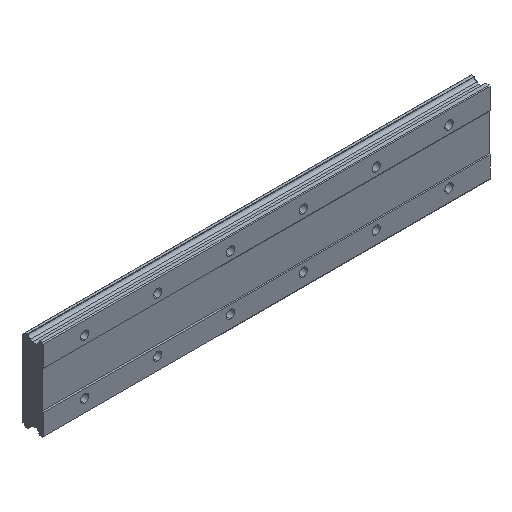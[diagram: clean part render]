
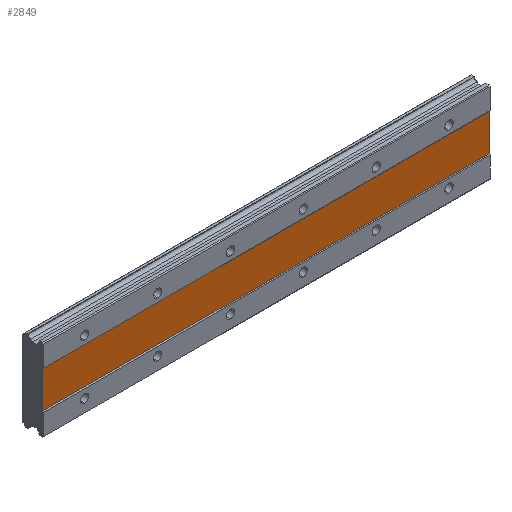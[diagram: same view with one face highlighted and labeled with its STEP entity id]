
A CAD part, isometric view. The second image highlights one B-rep face of the part: STEP entity #2849.
In plain terms, the highlighted planar face has unit normal (0, -1, 0).
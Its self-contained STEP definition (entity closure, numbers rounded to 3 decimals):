
#30 = CARTESIAN_POINT ( 'NONE',  ( 445., 1., -20. ) ) ;
#70 = FACE_OUTER_BOUND ( 'NONE', #268, .T. ) ;
#105 = CARTESIAN_POINT ( 'NONE',  ( -45., 1., -20. ) ) ;
#191 = LINE ( 'NONE', #1294, #1788 ) ;
#268 = EDGE_LOOP ( 'NONE', ( #2974, #914, #701, #2540 ) ) ;
#473 = VECTOR ( 'NONE', #879, 1000. ) ;
#476 = EDGE_CURVE ( 'NONE', #1429, #1114, #687, .T. ) ;
#687 = LINE ( 'NONE', #30, #1789 ) ;
#701 = ORIENTED_EDGE ( 'NONE', *, *, #1288, .F. ) ;
#857 = VERTEX_POINT ( 'NONE', #2101 ) ;
#879 = DIRECTION ( 'NONE',  ( 0., 0., 1. ) ) ;
#914 = ORIENTED_EDGE ( 'NONE', *, *, #2179, .F. ) ;
#918 = CARTESIAN_POINT ( 'NONE',  ( 445., 1., 20. ) ) ;
#1114 = VERTEX_POINT ( 'NONE', #105 ) ;
#1121 = EDGE_CURVE ( 'NONE', #1114, #857, #1257, .T. ) ;
#1257 = LINE ( 'NONE', #2894, #473 ) ;
#1288 = EDGE_CURVE ( 'NONE', #857, #1653, #2097, .T. ) ;
#1294 = CARTESIAN_POINT ( 'NONE',  ( 445., 1., 20. ) ) ;
#1429 = VERTEX_POINT ( 'NONE', #2006 ) ;
#1598 = DIRECTION ( 'NONE',  ( -1., 0., 0. ) ) ;
#1652 = VECTOR ( 'NONE', #2994, 1000. ) ;
#1653 = VERTEX_POINT ( 'NONE', #918 ) ;
#1670 = DIRECTION ( 'NONE',  ( 0., 1., 0. ) ) ;
#1788 = VECTOR ( 'NONE', #1816, 1000. ) ;
#1789 = VECTOR ( 'NONE', #1598, 1000. ) ;
#1816 = DIRECTION ( 'NONE',  ( 0., 0., -1. ) ) ;
#1897 = DIRECTION ( 'NONE',  ( 0., 0., 1. ) ) ;
#1925 = CARTESIAN_POINT ( 'NONE',  ( 445., 1., 20. ) ) ;
#2006 = CARTESIAN_POINT ( 'NONE',  ( 445., 1., -20. ) ) ;
#2097 = LINE ( 'NONE', #2285, #1652 ) ;
#2101 = CARTESIAN_POINT ( 'NONE',  ( -45., 1., 20. ) ) ;
#2179 = EDGE_CURVE ( 'NONE', #1653, #1429, #191, .T. ) ;
#2285 = CARTESIAN_POINT ( 'NONE',  ( 445., 1., 20. ) ) ;
#2530 = AXIS2_PLACEMENT_3D ( 'NONE', #1925, #1670, #1897 ) ;
#2540 = ORIENTED_EDGE ( 'NONE', *, *, #1121, .F. ) ;
#2849 = ADVANCED_FACE ( 'NONE', ( #70 ), #2880, .F. ) ;
#2880 = PLANE ( 'NONE',  #2530 ) ;
#2894 = CARTESIAN_POINT ( 'NONE',  ( -45., 1., 20. ) ) ;
#2974 = ORIENTED_EDGE ( 'NONE', *, *, #476, .F. ) ;
#2994 = DIRECTION ( 'NONE',  ( 1., 0., 0. ) ) ;
